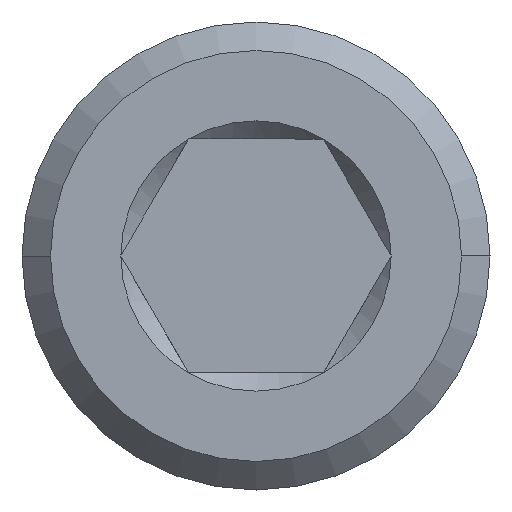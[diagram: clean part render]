
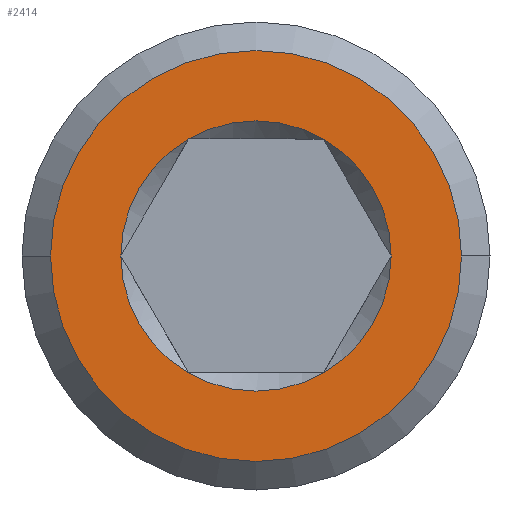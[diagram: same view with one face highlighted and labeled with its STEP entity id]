
A CAD part, left-side view. The second image highlights one B-rep face of the part: STEP entity #2414.
In plain terms, the highlighted planar face has unit normal (-1, 0, 0).
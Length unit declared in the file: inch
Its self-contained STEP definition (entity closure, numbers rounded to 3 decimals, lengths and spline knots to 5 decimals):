
#1051 = CARTESIAN_POINT ( 'NONE',  ( -1.44, 0., 0. ) ) ;
#1071 = CARTESIAN_POINT ( 'NONE',  ( -1.44, 0., 0. ) ) ;
#1072 = DIRECTION ( 'NONE',  ( -1., 0., 0. ) ) ;
#1073 = DIRECTION ( 'NONE',  ( 0., -1., 0. ) ) ;
#1075 = DIRECTION ( 'NONE',  ( -1., 0., 0. ) ) ;
#1076 = DIRECTION ( 'NONE',  ( 0., -1., 0. ) ) ;
#1636 = CARTESIAN_POINT ( 'NONE',  ( -1.44, 0., 0. ) ) ;
#1652 = DIRECTION ( 'NONE',  ( -1., 0., 0. ) ) ;
#1653 = DIRECTION ( 'NONE',  ( 0., -1., 0. ) ) ;
#1717 = CIRCLE ( 'NONE', #8915, 0.09007 ) ;
#1719 = CIRCLE ( 'NONE', #8916, 0.09007 ) ;
#1732 = CIRCLE ( 'NONE', #8918, 0.09007 ) ;
#1733 = CIRCLE ( 'NONE', #8917, 0.09007 ) ;
#1784 = CIRCLE ( 'NONE', #8920, 0.09007 ) ;
#1855 = ORIENTED_EDGE ( 'NONE', *, *, #5226, .F. ) ;
#1858 = ORIENTED_EDGE ( 'NONE', *, *, #5333, .F. ) ;
#1867 = ORIENTED_EDGE ( 'NONE', *, *, #4943, .F. ) ;
#1869 = ORIENTED_EDGE ( 'NONE', *, *, #5227, .F. ) ;
#1871 = ORIENTED_EDGE ( 'NONE', *, *, #5243, .F. ) ;
#1872 = ORIENTED_EDGE ( 'NONE', *, *, #5033, .F. ) ;
#1876 = ORIENTED_EDGE ( 'NONE', *, *, #5242, .F. ) ;
#2414 = ADVANCED_FACE ( 'NONE', ( #7592, #7603 ), #11607, .T. ) ;
#4597 = CIRCLE ( 'NONE', #8886, 0.09007 ) ;
#4598 = CIRCLE ( 'NONE', #8887, 0.137 ) ;
#4669 = CIRCLE ( 'NONE', #8895, 0.137 ) ;
#4788 = AXIS2_PLACEMENT_3D ( 'NONE', #11608, #11605, #11604 ) ;
#4943 = EDGE_CURVE ( 'NONE', #11412, #11064, #4597, .T. ) ;
#4946 = EDGE_CURVE ( 'NONE', #11582, #11580, #4598, .T. ) ;
#5033 = EDGE_CURVE ( 'NONE', #11580, #11582, #4669, .T. ) ;
#5226 = EDGE_CURVE ( 'NONE', #11299, #11066, #1717, .T. ) ;
#5227 = EDGE_CURVE ( 'NONE', #11068, #11412, #1719, .T. ) ;
#5242 = EDGE_CURVE ( 'NONE', #11066, #11068, #1732, .T. ) ;
#5243 = EDGE_CURVE ( 'NONE', #11064, #11062, #1733, .T. ) ;
#5333 = EDGE_CURVE ( 'NONE', #11062, #11299, #1784, .T. ) ;
#5796 = CARTESIAN_POINT ( 'NONE',  ( -1.44, 0.04503, -0.078 ) ) ;
#5798 = CARTESIAN_POINT ( 'NONE',  ( -1.44, 0.09007, 0. ) ) ;
#5800 = CARTESIAN_POINT ( 'NONE',  ( -1.44, -0.09007, 0. ) ) ;
#5802 = CARTESIAN_POINT ( 'NONE',  ( -1.44, -0.04503, 0.078 ) ) ;
#5949 = CARTESIAN_POINT ( 'NONE',  ( -1.44, -0.04503, -0.078 ) ) ;
#6002 = CARTESIAN_POINT ( 'NONE',  ( -1.44, 0.04503, 0.078 ) ) ;
#6106 = CARTESIAN_POINT ( 'NONE',  ( -1.44, 0.137, 0. ) ) ;
#6109 = CARTESIAN_POINT ( 'NONE',  ( -1.44, -0.137, 0. ) ) ;
#6549 = DIRECTION ( 'NONE',  ( 1., 0., 0. ) ) ;
#6685 = DIRECTION ( 'NONE',  ( 0., 1., 0. ) ) ;
#6688 = CARTESIAN_POINT ( 'NONE',  ( -1.44, 0., 0. ) ) ;
#7228 = DIRECTION ( 'NONE',  ( 0., 1., 0. ) ) ;
#7229 = DIRECTION ( 'NONE',  ( 1., 0., 0. ) ) ;
#7241 = CARTESIAN_POINT ( 'NONE',  ( -1.44, 0., 0. ) ) ;
#7242 = DIRECTION ( 'NONE',  ( 0., -1., 0. ) ) ;
#7243 = DIRECTION ( 'NONE',  ( -1., 0., 0. ) ) ;
#7288 = CARTESIAN_POINT ( 'NONE',  ( -1.44, 0., 0. ) ) ;
#7592 = FACE_BOUND ( 'NONE', #13334, .T. ) ;
#7603 = FACE_OUTER_BOUND ( 'NONE', #13323, .T. ) ;
#7616 = ORIENTED_EDGE ( 'NONE', *, *, #4946, .F. ) ;
#8886 = AXIS2_PLACEMENT_3D ( 'NONE', #7288, #7243, #7242 ) ;
#8887 = AXIS2_PLACEMENT_3D ( 'NONE', #7241, #7229, #7228 ) ;
#8895 = AXIS2_PLACEMENT_3D ( 'NONE', #6688, #6549, #6685 ) ;
#8915 = AXIS2_PLACEMENT_3D ( 'NONE', #12011, #12012, #12013 ) ;
#8916 = AXIS2_PLACEMENT_3D ( 'NONE', #12014, #12015, #12016 ) ;
#8917 = AXIS2_PLACEMENT_3D ( 'NONE', #1051, #1075, #1076 ) ;
#8918 = AXIS2_PLACEMENT_3D ( 'NONE', #1071, #1072, #1073 ) ;
#8920 = AXIS2_PLACEMENT_3D ( 'NONE', #1636, #1652, #1653 ) ;
#11062 = VERTEX_POINT ( 'NONE', #5796 ) ;
#11064 = VERTEX_POINT ( 'NONE', #5798 ) ;
#11066 = VERTEX_POINT ( 'NONE', #5800 ) ;
#11068 = VERTEX_POINT ( 'NONE', #5802 ) ;
#11299 = VERTEX_POINT ( 'NONE', #5949 ) ;
#11412 = VERTEX_POINT ( 'NONE', #6002 ) ;
#11580 = VERTEX_POINT ( 'NONE', #6106 ) ;
#11582 = VERTEX_POINT ( 'NONE', #6109 ) ;
#11604 = DIRECTION ( 'NONE',  ( 0., -1., 0. ) ) ;
#11605 = DIRECTION ( 'NONE',  ( -1., 0., 0. ) ) ;
#11607 = PLANE ( 'NONE',  #4788 ) ;
#11608 = CARTESIAN_POINT ( 'NONE',  ( -1.44, 0.137, 0. ) ) ;
#12011 = CARTESIAN_POINT ( 'NONE',  ( -1.44, 0., 0. ) ) ;
#12012 = DIRECTION ( 'NONE',  ( -1., 0., 0. ) ) ;
#12013 = DIRECTION ( 'NONE',  ( 0., -1., 0. ) ) ;
#12014 = CARTESIAN_POINT ( 'NONE',  ( -1.44, 0., 0. ) ) ;
#12015 = DIRECTION ( 'NONE',  ( -1., 0., 0. ) ) ;
#12016 = DIRECTION ( 'NONE',  ( 0., -1., 0. ) ) ;
#13323 = EDGE_LOOP ( 'NONE', ( #1872, #7616 ) ) ;
#13334 = EDGE_LOOP ( 'NONE', ( #1876, #1855, #1858, #1871, #1867, #1869 ) ) ;
